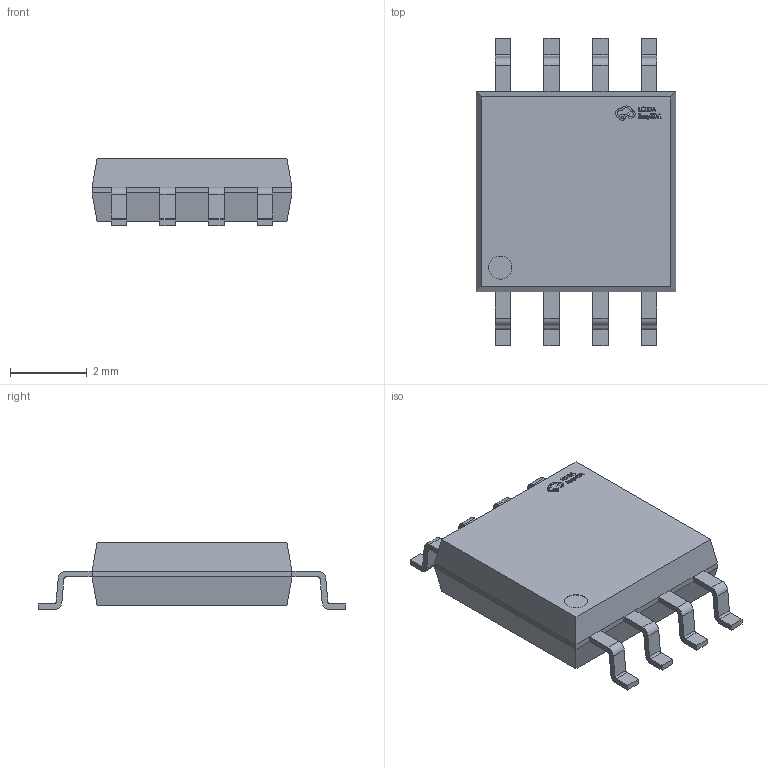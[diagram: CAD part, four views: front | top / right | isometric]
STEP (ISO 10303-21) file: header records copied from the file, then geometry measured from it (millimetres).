
FILE_DESCRIPTION (( 'STEP AP214' ), '1' );
FILE_NAME ('SOIC-8_L5.2-W5.2-P1.27-LS8.0-BL.step', '2022-07-26T09:19:06', ( '' ), ( '' ), 'SwSTEP 2.0', 'SolidWorks 2020', '' );
FILE_SCHEMA (( 'AUTOMOTIVE_DESIGN' ));
Length unit declared in the file: millimetre
Products named in the file (1): SOIC-8_L5.2-W5.2-P1.27-LS8.0-BL
Bounding box: 5.2 x 8 x 1.75 mm (x, y, z)
Volume: 43.6 mm3; surface area: 101.6 mm2
Topology: 14 solids, 14 shells, 419 faces, 1109 edges, 726 vertices
Faces by surface type: plane 273, bspline 112, cylinder 34
Entity records: 18180 total; most frequent: CARTESIAN_POINT 4359, ORIENTED_EDGE 2218, DIRECTION 1565, EDGE_CURVE 1109, LINE 813, VECTOR 813, VERTEX_POINT 726, EDGE_LOOP 439
